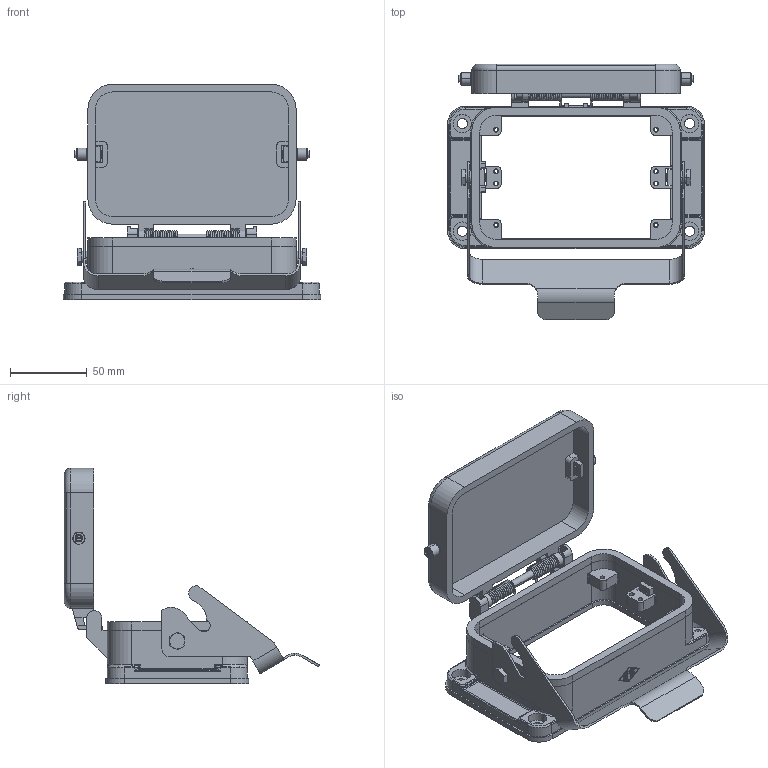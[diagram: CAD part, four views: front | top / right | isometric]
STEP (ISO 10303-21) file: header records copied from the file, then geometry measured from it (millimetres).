
FILE_DESCRIPTION(('Creo Elements/Direct Modeling STEP Export'),'2;1');
FILE_NAME('0ln7uvk49bmj8qq1860','2017-02-23T13:13:06',(''),(''),'PTC Creo Elements/Direct Modeling STEP processor for AP214 (Solid Model)','PTC Creo Elements/Direct Modeling 19.0E 27-Jun-2016 (C) Parametric Technology GmbH','');
FILE_SCHEMA(('AUTOMOTIVE_DESIGN { 1 0 10303 214 1 1 1 1 }'));
Length unit declared in the file: millimetre
Products named in the file (1): CHIE_48_LS
Bounding box: 167.5 x 166.2 x 140.2 mm (x, y, z)
Volume: 230054.4 mm3; surface area: 113281.9 mm2
Topology: 1 solids, 1 shells, 775 faces, 2071 edges, 1314 vertices
Faces by surface type: cylinder 382, plane 309, torus 36, cone 24, bspline 20, sphere 4
Entity records: 37564 total; most frequent: CARTESIAN_POINT 11510, DIRECTION 4344, ORIENTED_EDGE 4112, EDGE_CURVE 2056, AXIS2_PLACEMENT_3D 1634, VERTEX_POINT 1314, VECTOR 1076, LINE 1076
